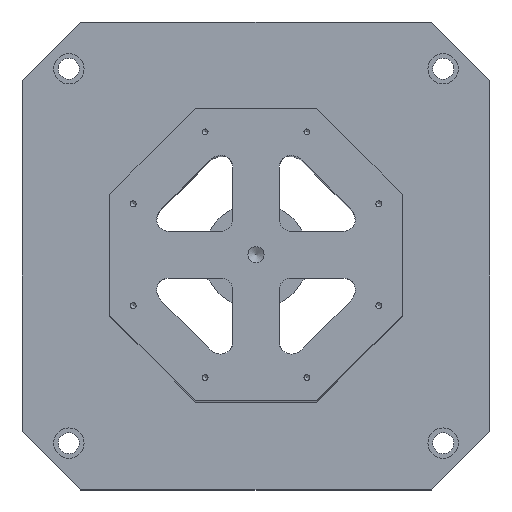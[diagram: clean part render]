
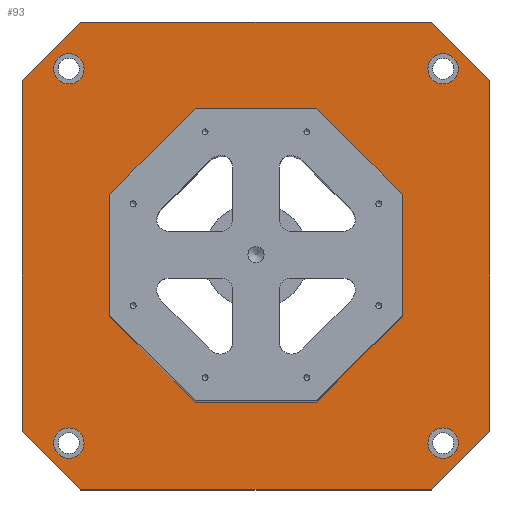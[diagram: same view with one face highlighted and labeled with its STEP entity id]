
A CAD part, top view. The second image highlights one B-rep face of the part: STEP entity #93.
In plain terms, the highlighted planar face has unit normal (0, 0, 1).
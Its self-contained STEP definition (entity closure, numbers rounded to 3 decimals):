
#93 = ADVANCED_FACE( '', ( #273, #274, #275, #276, #277, #278 ), #279, .T. );
#273 = FACE_BOUND( '', #612, .T. );
#274 = FACE_BOUND( '', #613, .T. );
#275 = FACE_BOUND( '', #614, .T. );
#276 = FACE_BOUND( '', #615, .T. );
#277 = FACE_BOUND( '', #616, .T. );
#278 = FACE_OUTER_BOUND( '', #617, .T. );
#279 = PLANE( '', #618 );
#612 = EDGE_LOOP( '', ( #1296 ) );
#613 = EDGE_LOOP( '', ( #1297 ) );
#614 = EDGE_LOOP( '', ( #1298 ) );
#615 = EDGE_LOOP( '', ( #1299 ) );
#616 = EDGE_LOOP( '', ( #1300, #1301, #1302, #1303, #1304, #1305, #1306, #1307 ) );
#617 = EDGE_LOOP( '', ( #1308, #1309, #1310, #1311, #1312, #1313, #1314, #1315 ) );
#618 = AXIS2_PLACEMENT_3D( '', #1316, #1317, #1318 );
#1296 = ORIENTED_EDGE( '', *, *, #2287, .T. );
#1297 = ORIENTED_EDGE( '', *, *, #2288, .T. );
#1298 = ORIENTED_EDGE( '', *, *, #2289, .T. );
#1299 = ORIENTED_EDGE( '', *, *, #2290, .T. );
#1300 = ORIENTED_EDGE( '', *, *, #2232, .F. );
#1301 = ORIENTED_EDGE( '', *, *, #2230, .F. );
#1302 = ORIENTED_EDGE( '', *, *, #2228, .F. );
#1303 = ORIENTED_EDGE( '', *, *, #2226, .F. );
#1304 = ORIENTED_EDGE( '', *, *, #2224, .F. );
#1305 = ORIENTED_EDGE( '', *, *, #2222, .F. );
#1306 = ORIENTED_EDGE( '', *, *, #2220, .F. );
#1307 = ORIENTED_EDGE( '', *, *, #2218, .F. );
#1308 = ORIENTED_EDGE( '', *, *, #2291, .T. );
#1309 = ORIENTED_EDGE( '', *, *, #2292, .T. );
#1310 = ORIENTED_EDGE( '', *, *, #2293, .T. );
#1311 = ORIENTED_EDGE( '', *, *, #2146, .T. );
#1312 = ORIENTED_EDGE( '', *, *, #2294, .T. );
#1313 = ORIENTED_EDGE( '', *, *, #2295, .T. );
#1314 = ORIENTED_EDGE( '', *, *, #2296, .T. );
#1315 = ORIENTED_EDGE( '', *, *, #2297, .T. );
#1316 = CARTESIAN_POINT( '', ( -200., -200., 50. ) );
#1317 = DIRECTION( '', ( 0., 0., 1. ) );
#1318 = DIRECTION( '', ( 1., 0., 0. ) );
#2146 = EDGE_CURVE( '', #2502, #2503, #2504, .F. );
#2218 = EDGE_CURVE( '', #2638, #2640, #2641, .T. );
#2220 = EDGE_CURVE( '', #2640, #2643, #2644, .T. );
#2222 = EDGE_CURVE( '', #2643, #2646, #2647, .T. );
#2224 = EDGE_CURVE( '', #2646, #2649, #2650, .T. );
#2226 = EDGE_CURVE( '', #2649, #2652, #2653, .T. );
#2228 = EDGE_CURVE( '', #2652, #2655, #2656, .T. );
#2230 = EDGE_CURVE( '', #2655, #2658, #2659, .T. );
#2232 = EDGE_CURVE( '', #2658, #2638, #2661, .T. );
#2287 = EDGE_CURVE( '', #2764, #2764, #2765, .T. );
#2288 = EDGE_CURVE( '', #2766, #2766, #2767, .T. );
#2289 = EDGE_CURVE( '', #2768, #2768, #2769, .T. );
#2290 = EDGE_CURVE( '', #2770, #2770, #2771, .T. );
#2291 = EDGE_CURVE( '', #2772, #2773, #2774, .T. );
#2292 = EDGE_CURVE( '', #2773, #2775, #2776, .F. );
#2293 = EDGE_CURVE( '', #2775, #2502, #2777, .T. );
#2294 = EDGE_CURVE( '', #2503, #2778, #2779, .T. );
#2295 = EDGE_CURVE( '', #2778, #2780, #2781, .F. );
#2296 = EDGE_CURVE( '', #2780, #2782, #2783, .T. );
#2297 = EDGE_CURVE( '', #2782, #2772, #2784, .F. );
#2502 = VERTEX_POINT( '', #3078 );
#2503 = VERTEX_POINT( '', #3079 );
#2504 = LINE( '', #3080, #3081 );
#2638 = VERTEX_POINT( '', #3252 );
#2640 = VERTEX_POINT( '', #3255 );
#2641 = LINE( '', #3256, #3257 );
#2643 = VERTEX_POINT( '', #3260 );
#2644 = LINE( '', #3261, #3262 );
#2646 = VERTEX_POINT( '', #3265 );
#2647 = LINE( '', #3266, #3267 );
#2649 = VERTEX_POINT( '', #3270 );
#2650 = LINE( '', #3271, #3272 );
#2652 = VERTEX_POINT( '', #3275 );
#2653 = LINE( '', #3276, #3277 );
#2655 = VERTEX_POINT( '', #3280 );
#2656 = LINE( '', #3281, #3282 );
#2658 = VERTEX_POINT( '', #3285 );
#2659 = LINE( '', #3286, #3287 );
#2661 = LINE( '', #3290, #3291 );
#2764 = VERTEX_POINT( '', #3416 );
#2765 = CIRCLE( '', #3417, 13. );
#2766 = VERTEX_POINT( '', #3418 );
#2767 = CIRCLE( '', #3419, 13. );
#2768 = VERTEX_POINT( '', #3420 );
#2769 = CIRCLE( '', #3421, 13. );
#2770 = VERTEX_POINT( '', #3422 );
#2771 = CIRCLE( '', #3423, 13. );
#2772 = VERTEX_POINT( '', #3424 );
#2773 = VERTEX_POINT( '', #3425 );
#2774 = LINE( '', #3426, #3427 );
#2775 = VERTEX_POINT( '', #3428 );
#2776 = LINE( '', #3429, #3430 );
#2777 = LINE( '', #3431, #3432 );
#2778 = VERTEX_POINT( '', #3433 );
#2779 = LINE( '', #3434, #3435 );
#2780 = VERTEX_POINT( '', #3436 );
#2781 = LINE( '', #3437, #3438 );
#2782 = VERTEX_POINT( '', #3439 );
#2783 = LINE( '', #3440, #3441 );
#2784 = LINE( '', #3442, #3443 );
#3078 = CARTESIAN_POINT( '', ( -200., -150., 50. ) );
#3079 = CARTESIAN_POINT( '', ( -150., -200., 50. ) );
#3080 = CARTESIAN_POINT( '', ( -175., -175., 50. ) );
#3081 = VECTOR( '', #4054, 1000. );
#3252 = CARTESIAN_POINT( '', ( -51.777, -125., 50. ) );
#3255 = CARTESIAN_POINT( '', ( 51.777, -125., 50. ) );
#3256 = CARTESIAN_POINT( '', ( -200., -125., 50. ) );
#3257 = VECTOR( '', #4186, 1000. );
#3260 = CARTESIAN_POINT( '', ( 125., -51.777, 50. ) );
#3261 = CARTESIAN_POINT( '', ( -111.612, -288.388, 50. ) );
#3262 = VECTOR( '', #4188, 1000. );
#3265 = CARTESIAN_POINT( '', ( 125., 51.777, 50. ) );
#3266 = CARTESIAN_POINT( '', ( 125., -200., 50. ) );
#3267 = VECTOR( '', #4190, 1000. );
#3270 = CARTESIAN_POINT( '', ( 51.777, 125., 50. ) );
#3271 = CARTESIAN_POINT( '', ( 88.388, 88.388, 50. ) );
#3272 = VECTOR( '', #4192, 1000. );
#3275 = CARTESIAN_POINT( '', ( -51.777, 125., 50. ) );
#3276 = CARTESIAN_POINT( '', ( -200., 125., 50. ) );
#3277 = VECTOR( '', #4194, 1000. );
#3280 = CARTESIAN_POINT( '', ( -125., 51.777, 50. ) );
#3281 = CARTESIAN_POINT( '', ( -288.388, -111.612, 50. ) );
#3282 = VECTOR( '', #4196, 1000. );
#3285 = CARTESIAN_POINT( '', ( -125., -51.777, 50. ) );
#3286 = CARTESIAN_POINT( '', ( -125., -200., 50. ) );
#3287 = VECTOR( '', #4198, 1000. );
#3290 = CARTESIAN_POINT( '', ( -88.388, -88.388, 50. ) );
#3291 = VECTOR( '', #4200, 1000. );
#3416 = CARTESIAN_POINT( '', ( -160., -173., 50. ) );
#3417 = AXIS2_PLACEMENT_3D( '', #4319, #4320, #4321 );
#3418 = CARTESIAN_POINT( '', ( 160., -173., 50. ) );
#3419 = AXIS2_PLACEMENT_3D( '', #4322, #4323, #4324 );
#3420 = CARTESIAN_POINT( '', ( 160., 147., 50. ) );
#3421 = AXIS2_PLACEMENT_3D( '', #4325, #4326, #4327 );
#3422 = CARTESIAN_POINT( '', ( -160., 147., 50. ) );
#3423 = AXIS2_PLACEMENT_3D( '', #4328, #4329, #4330 );
#3424 = CARTESIAN_POINT( '', ( 150., 200., 50. ) );
#3425 = CARTESIAN_POINT( '', ( -150., 200., 50. ) );
#3426 = CARTESIAN_POINT( '', ( 200., 200., 50. ) );
#3427 = VECTOR( '', #4331, 1000. );
#3428 = CARTESIAN_POINT( '', ( -200., 150., 50. ) );
#3429 = CARTESIAN_POINT( '', ( -375., -25., 50. ) );
#3430 = VECTOR( '', #4332, 1000. );
#3431 = CARTESIAN_POINT( '', ( -200., 200., 50. ) );
#3432 = VECTOR( '', #4333, 1000. );
#3433 = CARTESIAN_POINT( '', ( 150., -200., 50. ) );
#3434 = CARTESIAN_POINT( '', ( -200., -200., 50. ) );
#3435 = VECTOR( '', #4334, 1000. );
#3436 = CARTESIAN_POINT( '', ( 200., -150., 50. ) );
#3437 = CARTESIAN_POINT( '', ( -25., -375., 50. ) );
#3438 = VECTOR( '', #4335, 1000. );
#3439 = CARTESIAN_POINT( '', ( 200., 150., 50. ) );
#3440 = CARTESIAN_POINT( '', ( 200., -200., 50. ) );
#3441 = VECTOR( '', #4336, 1000. );
#3442 = CARTESIAN_POINT( '', ( 175., 175., 50. ) );
#3443 = VECTOR( '', #4337, 1000. );
#4054 = DIRECTION( '', ( -0.707, 0.707, 0. ) );
#4186 = DIRECTION( '', ( 1., 0., 0. ) );
#4188 = DIRECTION( '', ( 0.707, 0.707, 0. ) );
#4190 = DIRECTION( '', ( 0., 1., 0. ) );
#4192 = DIRECTION( '', ( -0.707, 0.707, 0. ) );
#4194 = DIRECTION( '', ( -1., 0., 0. ) );
#4196 = DIRECTION( '', ( -0.707, -0.707, 0. ) );
#4198 = DIRECTION( '', ( 0., -1., 0. ) );
#4200 = DIRECTION( '', ( 0.707, -0.707, 0. ) );
#4319 = CARTESIAN_POINT( '', ( -160., -160., 50. ) );
#4320 = DIRECTION( '', ( 0., 0., -1. ) );
#4321 = DIRECTION( '', ( 0., -1., 0. ) );
#4322 = CARTESIAN_POINT( '', ( 160., -160., 50. ) );
#4323 = DIRECTION( '', ( 0., 0., -1. ) );
#4324 = DIRECTION( '', ( 0., -1., 0. ) );
#4325 = CARTESIAN_POINT( '', ( 160., 160., 50. ) );
#4326 = DIRECTION( '', ( 0., 0., -1. ) );
#4327 = DIRECTION( '', ( 0., -1., 0. ) );
#4328 = CARTESIAN_POINT( '', ( -160., 160., 50. ) );
#4329 = DIRECTION( '', ( 0., 0., -1. ) );
#4330 = DIRECTION( '', ( 0., -1., 0. ) );
#4331 = DIRECTION( '', ( -1., 0., 0. ) );
#4332 = DIRECTION( '', ( 0.707, 0.707, 0. ) );
#4333 = DIRECTION( '', ( 0., -1., 0. ) );
#4334 = DIRECTION( '', ( 1., 0., 0. ) );
#4335 = DIRECTION( '', ( -0.707, -0.707, 0. ) );
#4336 = DIRECTION( '', ( 0., 1., 0. ) );
#4337 = DIRECTION( '', ( 0.707, -0.707, 0. ) );
